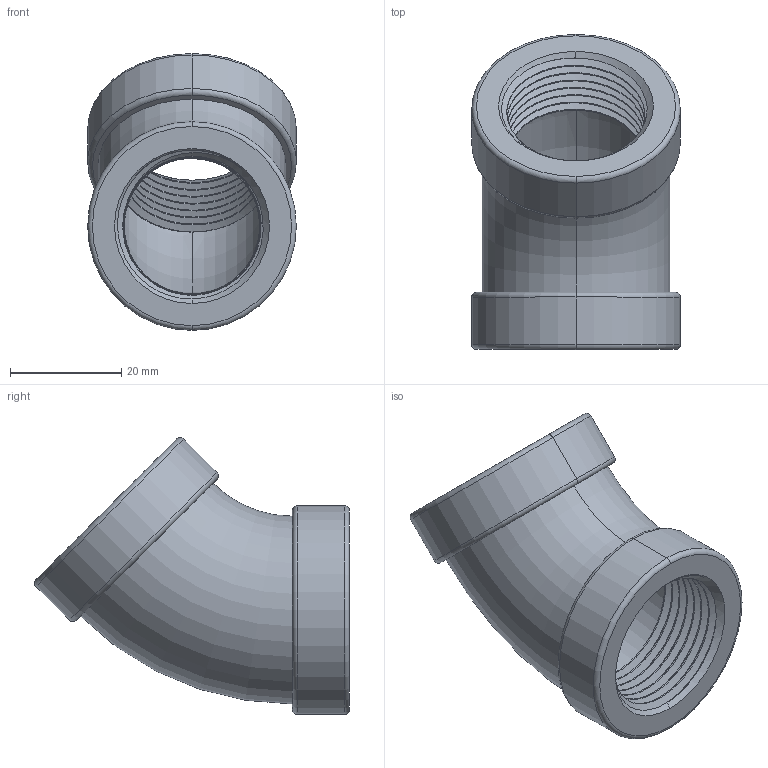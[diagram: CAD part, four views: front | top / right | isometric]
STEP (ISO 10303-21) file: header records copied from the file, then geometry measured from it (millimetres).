
FILE_DESCRIPTION (( 'STEP AP203' ), '1' );
FILE_NAME ('4464K27_304 Stainless Steel Threaded Pipe Fitting.STEP', '2021-09-09T04:02:13', ( 'Administrator' ), ( 'Managed by Terraform' ), 'SwSTEP 2.0', 'SolidWorks 2017', '' );
FILE_SCHEMA (( 'CONFIG_CONTROL_DESIGN' ));
Length unit declared in the file: inch
Products named in the file (1): 4464K27_304 Stainless Steel Threaded Pipe Fitting
Bounding box: 37.59 x 56.73 x 49.87 mm (x, y, z)
Volume: 22019.2 mm3; surface area: 12693.2 mm2
Topology: 1 solids, 1 shells, 76 faces, 206 edges, 134 vertices
Faces by surface type: cone 40, torus 12, bspline 12, plane 8, cylinder 4
Entity records: 12969 total; most frequent: CARTESIAN_POINT 11189, ORIENTED_EDGE 412, DIRECTION 268, EDGE_CURVE 206, VERTEX_POINT 134, B_SPLINE_CURVE_WITH_KNOTS 112, AXIS2_PLACEMENT_3D 109, EDGE_LOOP 80
